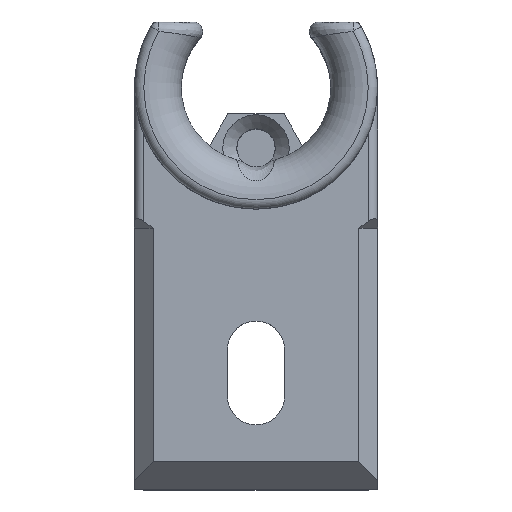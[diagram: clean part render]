
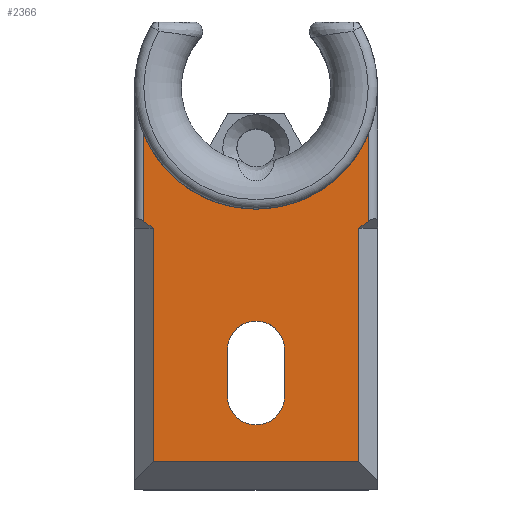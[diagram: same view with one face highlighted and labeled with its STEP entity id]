
A CAD part, top view. The second image highlights one B-rep face of the part: STEP entity #2366.
In plain terms, the highlighted planar face has unit normal (0, 0, 1).
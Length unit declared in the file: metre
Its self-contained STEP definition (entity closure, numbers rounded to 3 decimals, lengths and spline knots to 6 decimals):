
#75=PLANE('',#2662);
#190=LINE('',#3654,#343);
#195=LINE('',#3667,#348);
#200=LINE('',#3678,#353);
#202=LINE('',#3683,#355);
#203=LINE('',#3685,#356);
#231=LINE('',#4591,#384);
#239=LINE('',#4610,#392);
#274=LINE('',#4723,#427);
#276=LINE('',#4726,#429);
#278=LINE('',#4734,#431);
#279=LINE('',#4735,#432);
#343=VECTOR('',#2892,1.);
#348=VECTOR('',#2901,1.);
#353=VECTOR('',#2908,1.);
#355=VECTOR('',#2914,1.);
#356=VECTOR('',#2917,1.);
#384=VECTOR('',#3147,1.);
#392=VECTOR('',#3165,1.);
#427=VECTOR('',#3316,1.);
#429=VECTOR('',#3320,1.);
#431=VECTOR('',#3332,1.);
#432=VECTOR('',#3333,1.);
#975=ORIENTED_EDGE('',*,*,#1449,.T.);
#976=ORIENTED_EDGE('',*,*,#1446,.T.);
#977=ORIENTED_EDGE('',*,*,#1443,.T.);
#978=ORIENTED_EDGE('',*,*,#1436,.F.);
#979=ORIENTED_EDGE('',*,*,#1518,.F.);
#980=ORIENTED_EDGE('',*,*,#1278,.F.);
#981=ORIENTED_EDGE('',*,*,#1239,.F.);
#982=ORIENTED_EDGE('',*,*,#1519,.T.);
#983=ORIENTED_EDGE('',*,*,#1520,.F.);
#984=ORIENTED_EDGE('',*,*,#1366,.T.);
#985=ORIENTED_EDGE('',*,*,#1516,.F.);
#986=ORIENTED_EDGE('',*,*,#1295,.T.);
#987=ORIENTED_EDGE('',*,*,#1298,.T.);
#988=ORIENTED_EDGE('',*,*,#1284,.T.);
#989=ORIENTED_EDGE('',*,*,#1299,.F.);
#990=ORIENTED_EDGE('',*,*,#1290,.F.);
#991=ORIENTED_EDGE('',*,*,#1514,.F.);
#992=ORIENTED_EDGE('',*,*,#1360,.T.);
#993=ORIENTED_EDGE('',*,*,#1521,.F.);
#994=ORIENTED_EDGE('',*,*,#1522,.T.);
#995=ORIENTED_EDGE('',*,*,#1203,.F.);
#996=ORIENTED_EDGE('',*,*,#1250,.F.);
#1203=EDGE_CURVE('',#1569,#1570,#1795,.T.);
#1239=EDGE_CURVE('',#1605,#1606,#1813,.T.);
#1250=EDGE_CURVE('',#1615,#1569,#1819,.T.);
#1278=EDGE_CURVE('',#1606,#1634,#1838,.T.);
#1284=EDGE_CURVE('',#1639,#1637,#190,.T.);
#1290=EDGE_CURVE('',#1644,#1645,#195,.T.);
#1295=EDGE_CURVE('',#1650,#1649,#200,.T.);
#1298=EDGE_CURVE('',#1649,#1639,#202,.T.);
#1299=EDGE_CURVE('',#1645,#1637,#203,.T.);
#1360=EDGE_CURVE('',#1709,#1707,#1871,.T.);
#1366=EDGE_CURVE('',#1712,#1714,#1876,.T.);
#1436=EDGE_CURVE('',#1751,#1752,#231,.T.);
#1443=EDGE_CURVE('',#1755,#1752,#1905,.T.);
#1446=EDGE_CURVE('',#1757,#1755,#239,.T.);
#1449=EDGE_CURVE('',#1751,#1757,#1907,.T.);
#1514=EDGE_CURVE('',#1709,#1644,#274,.T.);
#1516=EDGE_CURVE('',#1650,#1714,#276,.T.);
#1518=EDGE_CURVE('',#1634,#1615,#1940,.T.);
#1519=EDGE_CURVE('',#1605,#1777,#1941,.T.);
#1520=EDGE_CURVE('',#1712,#1777,#278,.T.);
#1521=EDGE_CURVE('',#1778,#1707,#279,.T.);
#1522=EDGE_CURVE('',#1778,#1570,#1942,.T.);
#1569=VERTEX_POINT('',#3490);
#1570=VERTEX_POINT('',#3492);
#1605=VERTEX_POINT('',#3562);
#1606=VERTEX_POINT('',#3564);
#1615=VERTEX_POINT('',#3586);
#1634=VERTEX_POINT('',#3642);
#1637=VERTEX_POINT('',#3652);
#1639=VERTEX_POINT('',#3655);
#1644=VERTEX_POINT('',#3666);
#1645=VERTEX_POINT('',#3668);
#1649=VERTEX_POINT('',#3677);
#1650=VERTEX_POINT('',#3679);
#1707=VERTEX_POINT('',#3963);
#1709=VERTEX_POINT('',#3966);
#1712=VERTEX_POINT('',#3977);
#1714=VERTEX_POINT('',#3981);
#1751=VERTEX_POINT('',#4592);
#1752=VERTEX_POINT('',#4593);
#1755=VERTEX_POINT('',#4605);
#1757=VERTEX_POINT('',#4611);
#1777=VERTEX_POINT('',#4733);
#1778=VERTEX_POINT('',#4736);
#1795=CIRCLE('',#2430,0.008);
#1813=CIRCLE('',#2448,0.008);
#1819=CIRCLE('',#2456,0.002);
#1838=CIRCLE('',#2484,0.002);
#1871=CIRCLE('',#2538,0.012);
#1876=CIRCLE('',#2544,0.012);
#1905=CIRCLE('',#2598,0.00305);
#1907=CIRCLE('',#2602,0.00305);
#1940=CIRCLE('',#2663,0.01);
#1941=CIRCLE('',#2664,0.001);
#1942=CIRCLE('',#2665,0.001);
#2039=EDGE_LOOP('',(#975,#976,#977,#978));
#2040=EDGE_LOOP('',(#979,#980,#981,#982,#983,#984,#985,#986,#987,#988,#989,
#990,#991,#992,#993,#994,#995,#996));
#2174=FACE_BOUND('',#2039,.T.);
#2175=FACE_BOUND('',#2040,.T.);
#2366=ADVANCED_FACE('',(#2174,#2175),#75,.T.);
#2430=AXIS2_PLACEMENT_3D('',#3491,#2739,#2740);
#2448=AXIS2_PLACEMENT_3D('',#3563,#2793,#2794);
#2456=AXIS2_PLACEMENT_3D('',#3585,#2814,#2815);
#2484=AXIS2_PLACEMENT_3D('',#3641,#2879,#2880);
#2538=AXIS2_PLACEMENT_3D('',#3965,#3009,#3010);
#2544=AXIS2_PLACEMENT_3D('',#3982,#3021,#3022);
#2598=AXIS2_PLACEMENT_3D('',#4604,#3158,#3159);
#2602=AXIS2_PLACEMENT_3D('',#4616,#3170,#3171);
#2662=AXIS2_PLACEMENT_3D('',#4730,#3326,#3327);
#2663=AXIS2_PLACEMENT_3D('',#4731,#3328,#3329);
#2664=AXIS2_PLACEMENT_3D('',#4732,#3330,#3331);
#2665=AXIS2_PLACEMENT_3D('',#4737,#3334,#3335);
#2739=DIRECTION('',(0.,0.,1.));
#2740=DIRECTION('',(0.,-1.,0.));
#2793=DIRECTION('',(0.,0.,1.));
#2794=DIRECTION('',(0.,-1.,0.));
#2814=DIRECTION('',(0.,0.,1.));
#2815=DIRECTION('',(0.,-1.,0.));
#2879=DIRECTION('',(0.,0.,1.));
#2880=DIRECTION('',(0.,-1.,0.));
#2892=DIRECTION('',(1.,0.,0.));
#2901=DIRECTION('',(-0.816,-0.577,0.));
#2908=DIRECTION('',(0.816,-0.577,0.));
#2914=DIRECTION('',(0.,-1.,0.));
#2917=DIRECTION('',(0.,-1.,0.));
#3009=DIRECTION('',(0.,0.,1.));
#3010=DIRECTION('',(0.,-1.,0.));
#3021=DIRECTION('',(0.,0.,1.));
#3022=DIRECTION('',(0.,-1.,0.));
#3147=DIRECTION('',(0.,-1.,0.));
#3158=DIRECTION('',(0.,0.,-1.));
#3159=DIRECTION('',(0.,-1.,0.));
#3165=DIRECTION('',(0.,-1.,0.));
#3170=DIRECTION('',(0.,0.,-1.));
#3171=DIRECTION('',(0.,-1.,0.));
#3316=DIRECTION('',(0.,-1.,0.));
#3320=DIRECTION('',(0.,1.,0.));
#3326=DIRECTION('',(0.,0.,1.));
#3327=DIRECTION('',(0.,-1.,0.));
#3328=DIRECTION('',(0.,0.,1.));
#3329=DIRECTION('',(0.,-1.,0.));
#3330=DIRECTION('',(0.,0.,1.));
#3331=DIRECTION('',(0.,-1.,0.));
#3332=DIRECTION('',(1.,0.,0.));
#3333=DIRECTION('',(1.,0.,0.));
#3334=DIRECTION('',(0.,0.,1.));
#3335=DIRECTION('',(0.,-1.,0.));
#3490=CARTESIAN_POINT('',(0.007937,0.001,0.));
#3491=CARTESIAN_POINT('',(0.,0.,0.));
#3492=CARTESIAN_POINT('',(0.005963,0.005333,0.));
#3562=CARTESIAN_POINT('',(-0.005963,0.005333,0.));
#3563=CARTESIAN_POINT('',(0.,0.,0.));
#3564=CARTESIAN_POINT('',(-0.007937,0.001,0.));
#3585=CARTESIAN_POINT('',(0.007937,-0.001,0.));
#3586=CARTESIAN_POINT('',(0.009922,-0.00125,0.));
#3641=CARTESIAN_POINT('',(-0.007937,-0.001,0.));
#3642=CARTESIAN_POINT('',(-0.009922,-0.00125,0.));
#3652=CARTESIAN_POINT('',(0.011,-0.04,0.));
#3654=CARTESIAN_POINT('',(0.011,-0.04,0.));
#3655=CARTESIAN_POINT('',(-0.011,-0.04,0.));
#3666=CARTESIAN_POINT('',(0.012,-0.014293,0.));
#3667=CARTESIAN_POINT('',(0.011667,-0.014529,0.));
#3668=CARTESIAN_POINT('',(0.011,-0.015,0.));
#3677=CARTESIAN_POINT('',(-0.011,-0.015,0.));
#3678=CARTESIAN_POINT('',(-0.009662,-0.015946,0.));
#3679=CARTESIAN_POINT('',(-0.012,-0.014293,0.));
#3683=CARTESIAN_POINT('',(-0.011,-0.013,0.));
#3685=CARTESIAN_POINT('',(0.011,-0.013,0.));
#3963=CARTESIAN_POINT('',(0.009747,0.007,0.));
#3965=CARTESIAN_POINT('',(0.,0.,0.));
#3966=CARTESIAN_POINT('',(0.012,0.,0.));
#3977=CARTESIAN_POINT('',(-0.009747,0.007,0.));
#3981=CARTESIAN_POINT('',(-0.012,0.,0.));
#3982=CARTESIAN_POINT('',(0.,0.,0.));
#4591=CARTESIAN_POINT('',(-0.00305,-0.0305,0.));
#4592=CARTESIAN_POINT('',(-0.00305,-0.028,0.));
#4593=CARTESIAN_POINT('',(-0.00305,-0.033,0.));
#4604=CARTESIAN_POINT('',(0.,-0.033,0.));
#4605=CARTESIAN_POINT('',(0.00305,-0.033,0.));
#4610=CARTESIAN_POINT('',(0.00305,-0.0305,0.));
#4611=CARTESIAN_POINT('',(0.00305,-0.028,0.));
#4616=CARTESIAN_POINT('',(0.,-0.028,0.));
#4723=CARTESIAN_POINT('',(0.012,0.,0.));
#4726=CARTESIAN_POINT('',(-0.012,-0.043,0.));
#4730=CARTESIAN_POINT('',(0.,-0.0115,0.));
#4731=CARTESIAN_POINT('',(0.,0.,0.));
#4732=CARTESIAN_POINT('',(-0.006708,0.006,0.));
#4733=CARTESIAN_POINT('',(-0.006708,0.007,0.));
#4734=CARTESIAN_POINT('',(0.,0.007,0.));
#4735=CARTESIAN_POINT('',(0.,0.007,0.));
#4736=CARTESIAN_POINT('',(0.006708,0.007,0.));
#4737=CARTESIAN_POINT('',(0.006708,0.006,0.));
